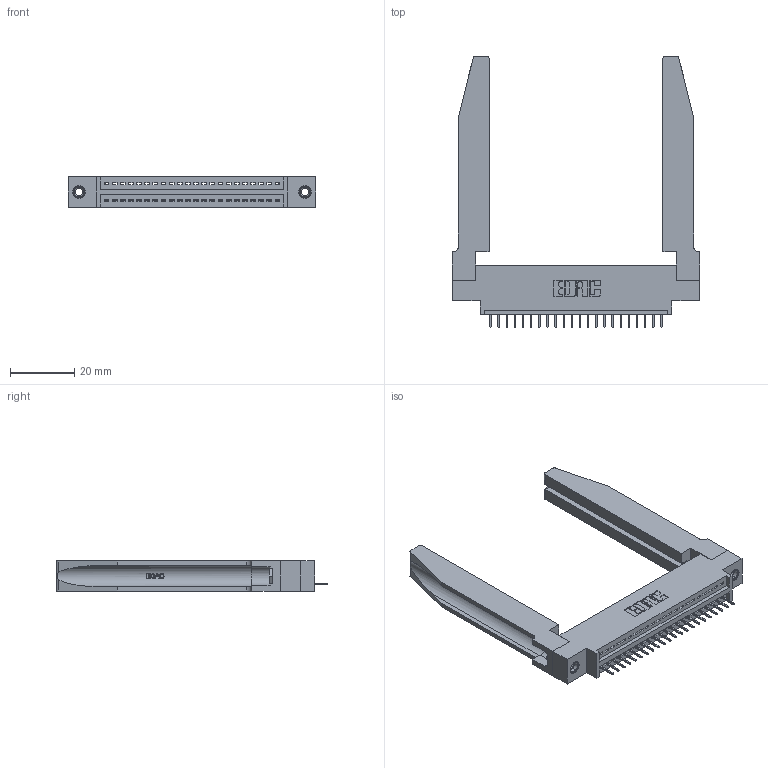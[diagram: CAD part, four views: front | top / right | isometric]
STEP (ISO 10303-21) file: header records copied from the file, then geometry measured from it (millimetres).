
FILE_DESCRIPTION (( 'STEP AP203' ), '1' );
FILE_NAME ('345-022-524-678.STEP', '2019-10-05T00:16:07', ( '' ), ( '' ), 'SwSTEP 2.0', 'SolidWorks 2016', '' );
FILE_SCHEMA (( 'CONFIG_CONTROL_DESIGN' ));
Length unit declared in the file: inch
Products named in the file (5): 345-022-524-678; 345-220-078_345-220-078; 345 Part_0.170 Offset - 0.156 Dia-TH; 345-292-001_345-293-124; 345-250-001_345-250-001-102
Assembly tree (27 placements, depth 2):
  345-022-524-678
    345 Part_0.170 Offset - 0.156 Dia-TH
    345-292-001_345-293-124  x22
    345-250-001_345-250-001-102  x2
    345-220-078_345-220-078  x2
Bounding box: 77.11 x 84.63 x 9.4 mm (x, y, z)
Volume: 14730.8 mm3; surface area: 15672 mm2
Topology: 27 solids, 27 shells, 1728 faces, 4921 edges, 3182 vertices
Faces by surface type: plane 1238, cylinder 438, bspline 36, cone 12, torus 4
Entity records: 24196 total; most frequent: CARTESIAN_POINT 5089, ORIENTED_EDGE 3942, DIRECTION 3481, EDGE_CURVE 1971, VECTOR 1661, LINE 1661, VERTEX_POINT 1304, AXIS2_PLACEMENT_3D 910
